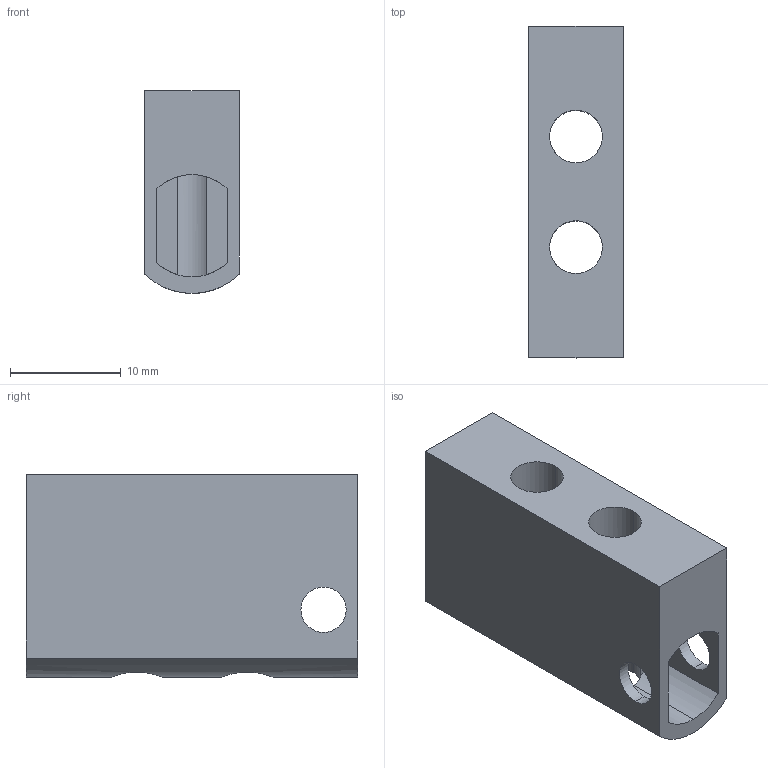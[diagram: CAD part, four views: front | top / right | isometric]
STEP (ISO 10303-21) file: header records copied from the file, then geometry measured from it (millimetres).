
FILE_DESCRIPTION (( 'STEP AP214' ), '1' );
FILE_NAME ('linear-actuator-door-bracket.STEP', '2025-09-19T19:23:38', ( '' ), ( '' ), 'SwSTEP 2.0', 'SolidWorks 2025', '' );
FILE_SCHEMA (( 'AUTOMOTIVE_DESIGN' ));
Length unit declared in the file: millimetre
Products named in the file (1): linear-actuator-door-bracket
Bounding box: 8.58 x 30 x 18.35 mm (x, y, z)
Volume: 3479.7 mm3; surface area: 2459.5 mm2
Topology: 1 solids, 1 shells, 22 faces, 66 edges, 44 vertices
Faces by surface type: cylinder 13, plane 9
Entity records: 921 total; most frequent: CARTESIAN_POINT 280, ORIENTED_EDGE 132, DIRECTION 124, EDGE_CURVE 66, AXIS2_PLACEMENT_3D 46, VERTEX_POINT 44, LINE 32, VECTOR 32
